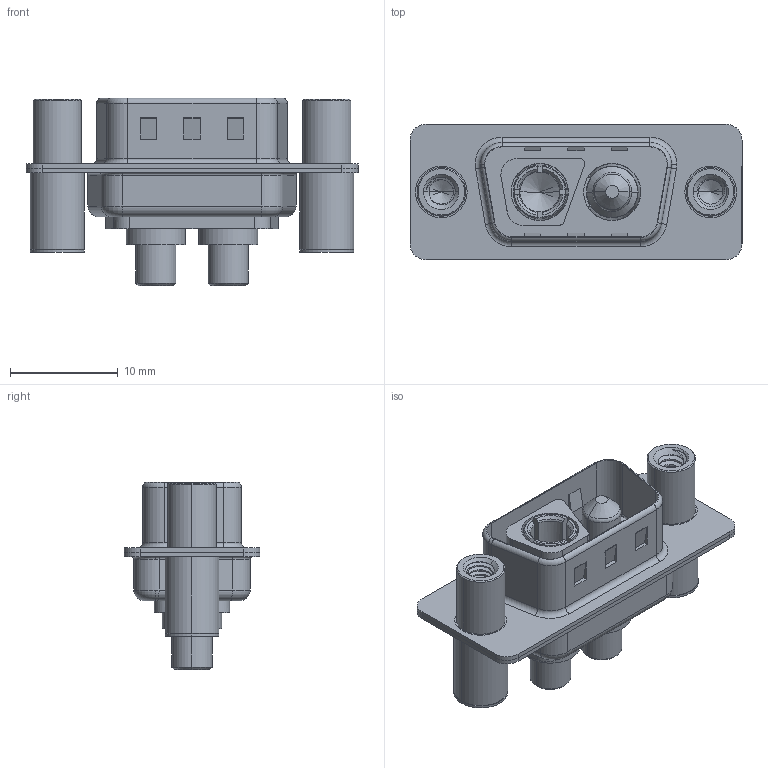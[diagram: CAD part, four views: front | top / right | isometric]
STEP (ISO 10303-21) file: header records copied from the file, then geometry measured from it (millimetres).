
FILE_DESCRIPTION (( 'STEP AP203' ), '1' );
FILE_NAME ('627-2WK2224-4TC.STEP', '2019-05-24T02:13:53', ( '' ), ( '' ), 'SwSTEP 2.0', 'SolidWorks 2016', '' );
FILE_SCHEMA (( 'CONFIG_CONTROL_DESIGN' ));
Length unit declared in the file: millimetre
Products named in the file (8): 627Combo Shell Front_09 Contacts; 627Combo Threaded Standoff and Board Spacer_C; Power Socket_40A S; Power Pin_40A S; 627Combo Threaded Standoff and Board Spacer_4; 627-2WK2224-4TC; 627Combo Housing_2WK2; 627Combo Shell Rear_09 Contacts
Assembly tree (7 placements, depth 2):
  627-2WK2224-4TC
    627Combo Housing_2WK2
    627Combo Shell Rear_09 Contacts
    627Combo Shell Front_09 Contacts
    627Combo Threaded Standoff and Board Spacer_C
    Power Socket_40A S
    Power Pin_40A S
    627Combo Threaded Standoff and Board Spacer_4
Bounding box: 30.8 x 12.6 x 17.4 mm (x, y, z)
Volume: 1872.4 mm3; surface area: 4499.4 mm2
Topology: 9 solids, 9 shells, 524 faces, 1314 edges, 822 vertices
Faces by surface type: cylinder 238, plane 157, torus 60, cone 53, bspline 16
Entity records: 21170 total; most frequent: CARTESIAN_POINT 8076, ORIENTED_EDGE 2600, DIRECTION 2591, EDGE_CURVE 1300, AXIS2_PLACEMENT_3D 1001, VERTEX_POINT 822, LINE 589, VECTOR 589
